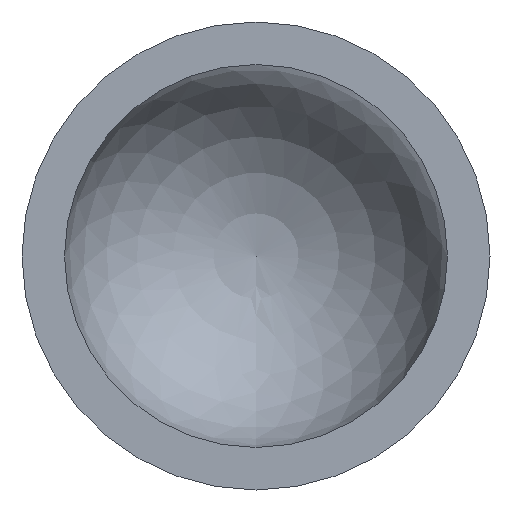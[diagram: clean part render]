
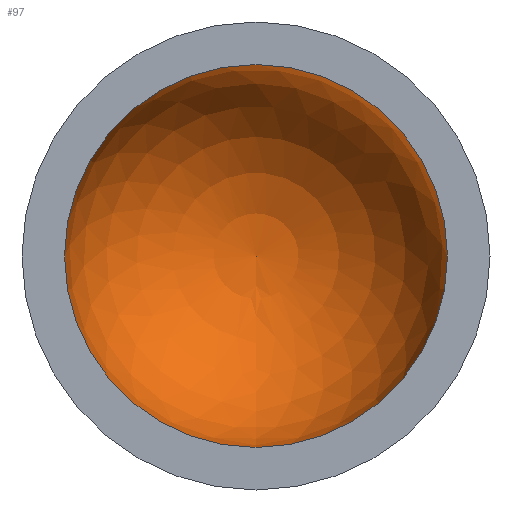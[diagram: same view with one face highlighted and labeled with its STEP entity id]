
A CAD part, front view. The second image highlights one B-rep face of the part: STEP entity #97.
In plain terms, the highlighted spherical face has radius 4.5 mm.
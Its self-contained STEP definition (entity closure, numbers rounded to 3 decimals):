
#97=ADVANCED_FACE('',(#110),#111,.F.);
#110=FACE_OUTER_BOUND('',#123,.T.);
#111=SPHERICAL_SURFACE('',#124,4.5);
#123=EDGE_LOOP('',(#144));
#124=AXIS2_PLACEMENT_3D('',#145,#146,#147);
#144=ORIENTED_EDGE('',*,*,#148,.T.);
#145=CARTESIAN_POINT('',(0.0,0.0,0.0));
#146=DIRECTION('',(0.0,-1.0,0.0));
#147=DIRECTION('',(0.0,0.0,-1.0));
#148=EDGE_CURVE('',#152,#152,#153,.T.);
#152=VERTEX_POINT('',#160);
#153=CIRCLE('',#161,4.5);
#160=CARTESIAN_POINT('',(0.0,0.,-4.5));
#161=AXIS2_PLACEMENT_3D('',#168,#169,#170);
#168=CARTESIAN_POINT('',(0.0,0.,0.0));
#169=DIRECTION('',(0.0,-1.0,0.0));
#170=DIRECTION('',(0.0,0.0,-1.0));
